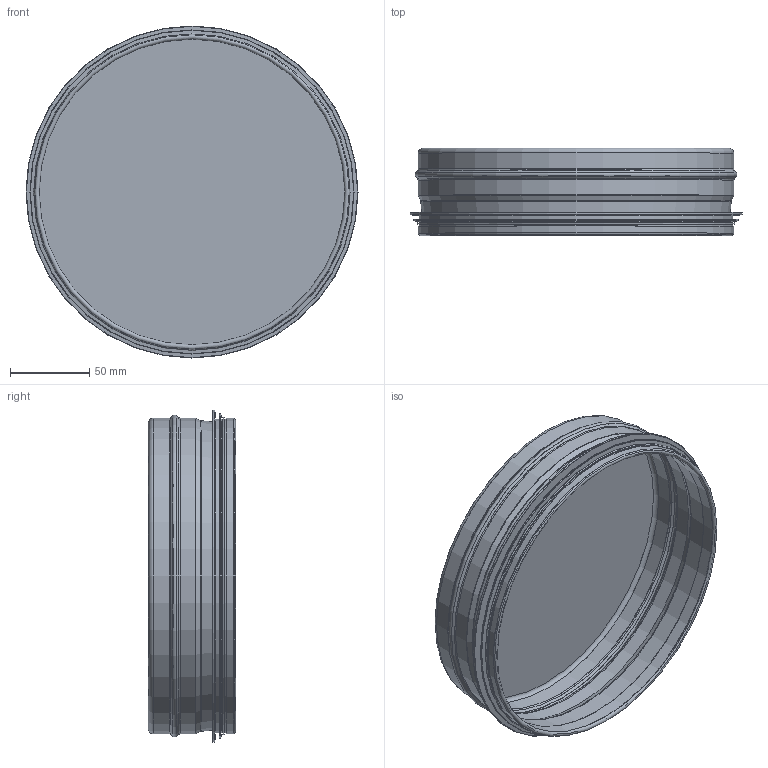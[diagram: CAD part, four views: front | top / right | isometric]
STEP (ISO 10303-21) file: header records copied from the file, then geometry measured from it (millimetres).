
FILE_DESCRIPTION(/* description */ ('Botten Nippel'),/* implementation_level */ '2;1');
FILE_NAME(/* name */ 'HL-06_A.stp',/* time_stamp */ '2024-08-23T15:18:01+02:00',/* author */ ('UN'),/* organization */ (''),/* preprocessor_version */ 'ST-DEVELOPER v19.2',/* originating_system */ 'Autodesk Inventor 2023',/* authorisation */ '');
FILE_SCHEMA (('AUTOMOTIVE_DESIGN { 1 0 10303 214 3 1 1 }'));
Length unit declared in the file: millimetre
Products named in the file (3): HÄL-06; HÄL-A-06; 999006
Assembly tree (2 placements, depth 2):
  HÄL-06
    HÄL-A-06
    999006
Bounding box: 209.35 x 55 x 209.35 mm (x, y, z)
Volume: 62719.2 mm3; surface area: 170442.2 mm2
Topology: 2 solids, 2 shells, 53 faces, 132 edges, 87 vertices
Faces by surface type: torus 21, cylinder 14, cone 10, plane 8
Full cylindrical faces by diameter (mm): 192.75 x1, 193.95 x1, 195.35 x1, 197.75 x3, 197.95 x3, 198.95 x3, 204.35 x1, 209.35 x1
Entity records: 1787 total; most frequent: DIRECTION 356, CARTESIAN_POINT 277, ORIENTED_EDGE 264, AXIS2_PLACEMENT_3D 166, EDGE_CURVE 132, CIRCLE 108, VERTEX_POINT 87, EDGE_LOOP 59
